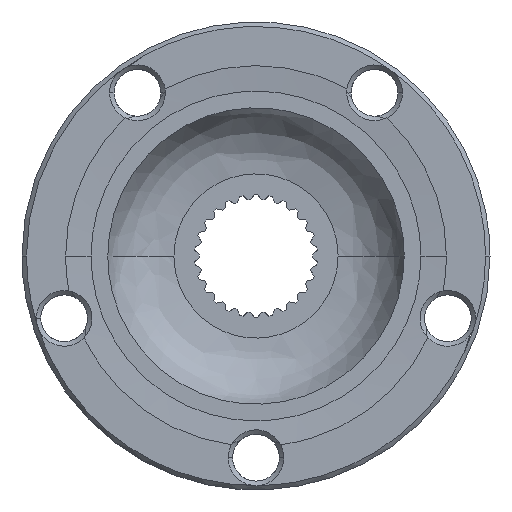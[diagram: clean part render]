
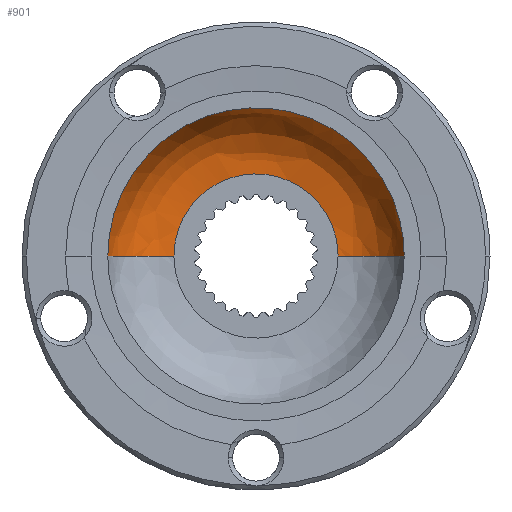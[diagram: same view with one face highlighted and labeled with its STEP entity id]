
A CAD part, front view. The second image highlights one B-rep face of the part: STEP entity #901.
In plain terms, the highlighted free-form (B-spline) face has degree [2, 2] with [5, 3] control points.
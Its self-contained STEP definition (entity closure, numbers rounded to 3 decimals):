
#901 = ADVANCED_FACE('',(#902),#940,.F.);
#902 = FACE_BOUND('',#903,.F.);
#903 = EDGE_LOOP('',(#904,#914,#924,#932));
#904 = ORIENTED_EDGE('',*,*,#905,.T.);
#905 = EDGE_CURVE('',#906,#908,#910,.T.);
#906 = VERTEX_POINT('',#907);
#907 = CARTESIAN_POINT('',(47.315,-62.612,
    0.));
#908 = VERTEX_POINT('',#909);
#909 = CARTESIAN_POINT('',(26.208,-46.959,
    0.));
#910 = ( BOUNDED_CURVE() B_SPLINE_CURVE(2,(#911,#912,#913),
.UNSPECIFIED.,.F.,.F.) B_SPLINE_CURVE_WITH_KNOTS((3,3),(1.865,
3.142),.PIECEWISE_BEZIER_KNOTS.) CURVE() 
GEOMETRIC_REPRESENTATION_ITEM() RATIONAL_B_SPLINE_CURVE((1.,
0.803,1.)) REPRESENTATION_ITEM('') );
#911 = CARTESIAN_POINT('',(47.315,-62.612,
    0.));
#912 = CARTESIAN_POINT('',(42.566,-46.959,
    0.));
#913 = CARTESIAN_POINT('',(26.208,-46.959,
    0.));
#914 = ORIENTED_EDGE('',*,*,#915,.F.);
#915 = EDGE_CURVE('',#916,#908,#918,.T.);
#916 = VERTEX_POINT('',#917);
#917 = CARTESIAN_POINT('',(-26.208,-46.959,
    0.));
#918 = ( BOUNDED_CURVE() B_SPLINE_CURVE(2,(#919,#920,#921,#922,#923),
.UNSPECIFIED.,.F.,.F.) B_SPLINE_CURVE_WITH_KNOTS((3,2,3),(3.142,
4.712,6.283),.PIECEWISE_BEZIER_KNOTS.) CURVE() 
GEOMETRIC_REPRESENTATION_ITEM() RATIONAL_B_SPLINE_CURVE((1.,
0.707,1.,0.707,1.)) REPRESENTATION_ITEM('') );
#919 = CARTESIAN_POINT('',(-26.208,-46.959,
    0.));
#920 = CARTESIAN_POINT('',(-26.208,-46.959,
    26.208));
#921 = CARTESIAN_POINT('',(0.,-46.959,
    26.208));
#922 = CARTESIAN_POINT('',(26.208,-46.959,
    26.208));
#923 = CARTESIAN_POINT('',(26.208,-46.959,
    0.));
#924 = ORIENTED_EDGE('',*,*,#925,.F.);
#925 = EDGE_CURVE('',#926,#916,#928,.T.);
#926 = VERTEX_POINT('',#927);
#927 = CARTESIAN_POINT('',(-47.315,-62.612,
    0.));
#928 = ( BOUNDED_CURVE() B_SPLINE_CURVE(2,(#929,#930,#931),
.UNSPECIFIED.,.F.,.F.) B_SPLINE_CURVE_WITH_KNOTS((3,3),(5.007,
6.283),.PIECEWISE_BEZIER_KNOTS.) CURVE() 
GEOMETRIC_REPRESENTATION_ITEM() RATIONAL_B_SPLINE_CURVE((1.,
0.803,1.)) REPRESENTATION_ITEM('') );
#929 = CARTESIAN_POINT('',(-47.315,-62.612,
    0.));
#930 = CARTESIAN_POINT('',(-42.566,-46.959,
    0.));
#931 = CARTESIAN_POINT('',(-26.208,-46.959,
    0.));
#932 = ORIENTED_EDGE('',*,*,#933,.T.);
#933 = EDGE_CURVE('',#926,#906,#934,.T.);
#934 = ( BOUNDED_CURVE() B_SPLINE_CURVE(2,(#935,#936,#937,#938,#939),
.UNSPECIFIED.,.F.,.F.) B_SPLINE_CURVE_WITH_KNOTS((3,2,3),(3.142,
4.712,6.283),.PIECEWISE_BEZIER_KNOTS.) CURVE() 
GEOMETRIC_REPRESENTATION_ITEM() RATIONAL_B_SPLINE_CURVE((1.,
0.707,1.,0.707,1.)) REPRESENTATION_ITEM('') );
#935 = CARTESIAN_POINT('',(-47.315,-62.612,
    0.));
#936 = CARTESIAN_POINT('',(-47.315,-62.612,
    47.315));
#937 = CARTESIAN_POINT('',(0.,-62.612,
    47.315));
#938 = CARTESIAN_POINT('',(47.315,-62.612,
    47.315));
#939 = CARTESIAN_POINT('',(47.315,-62.612,
    0.));
#940 = ( BOUNDED_SURFACE() B_SPLINE_SURFACE(2,2,(
    (#941,#942,#943)
    ,(#944,#945,#946)
    ,(#947,#948,#949)
    ,(#950,#951,#952)
    ,(#953,#954,#955
)),.UNSPECIFIED.,.F.,.F.,.F.) B_SPLINE_SURFACE_WITH_KNOTS((3,2,3),(3,3),
  (3.142,4.712,6.283),(0.295,
    1.571),.PIECEWISE_BEZIER_KNOTS.) 
GEOMETRIC_REPRESENTATION_ITEM() RATIONAL_B_SPLINE_SURFACE((
    (1.,0.803,1.)
    ,(0.707,0.568,0.707)
    ,(1.,0.803,1.)
    ,(0.707,0.568,0.707)
,(1.,0.803,1.))) REPRESENTATION_ITEM('') SURFACE() );
#941 = CARTESIAN_POINT('',(-47.315,-62.612,
    0.));
#942 = CARTESIAN_POINT('',(-42.566,-46.959,
    0.));
#943 = CARTESIAN_POINT('',(-26.208,-46.959,
    0.));
#944 = CARTESIAN_POINT('',(-47.315,-62.612,
    47.315));
#945 = CARTESIAN_POINT('',(-42.566,-46.959,
    42.566));
#946 = CARTESIAN_POINT('',(-26.208,-46.959,
    26.208));
#947 = CARTESIAN_POINT('',(0.,-62.612,
    47.315));
#948 = CARTESIAN_POINT('',(0.,-46.959,
    42.566));
#949 = CARTESIAN_POINT('',(0.,-46.959,
    26.208));
#950 = CARTESIAN_POINT('',(47.315,-62.612,
    47.315));
#951 = CARTESIAN_POINT('',(42.566,-46.959,
    42.566));
#952 = CARTESIAN_POINT('',(26.208,-46.959,
    26.208));
#953 = CARTESIAN_POINT('',(47.315,-62.612,
    0.));
#954 = CARTESIAN_POINT('',(42.566,-46.959,
    0.));
#955 = CARTESIAN_POINT('',(26.208,-46.959,
    0.));
